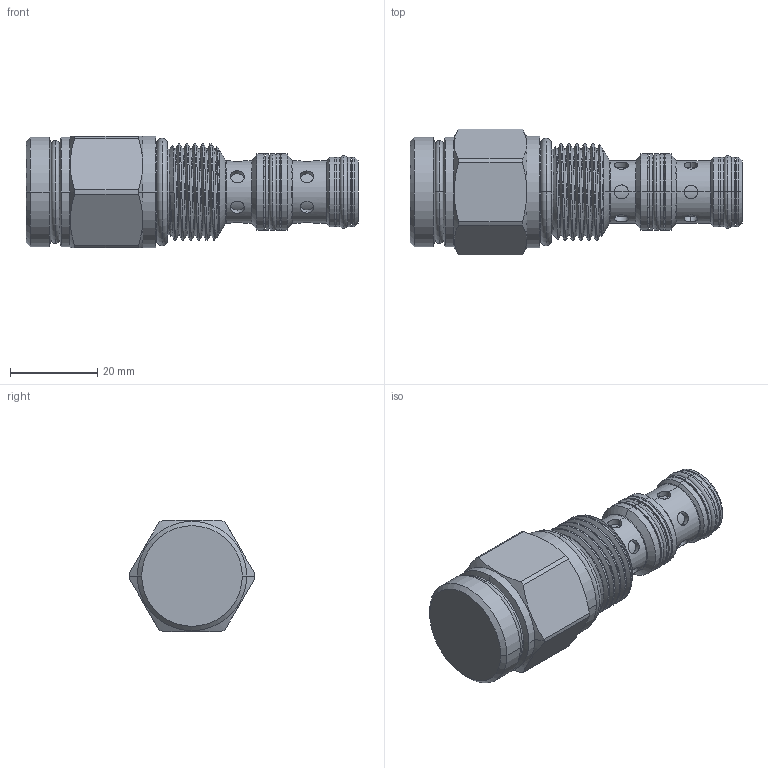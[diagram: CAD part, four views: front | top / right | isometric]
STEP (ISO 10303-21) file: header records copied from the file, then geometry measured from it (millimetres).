
FILE_DESCRIPTION (( 'STEP AP203' ), '1' );
FILE_NAME ('DD10W34(3D)-N.STEP', '2020-04-14T08:31:19', ( '' ), ( '' ), 'SwSTEP 2.0', 'SolidWorks 2018', '' );
FILE_SCHEMA (( 'CONFIG_CONTROL_DESIGN' ));
Length unit declared in the file: millimetre
Products named in the file (1): DD10W34(3D)-N
Bounding box: 75.9 x 28.8 x 25.4 mm (x, y, z)
Volume: 26457.2 mm3; surface area: 9083.5 mm2
Topology: 5 solids, 5 shells, 202 faces, 448 edges, 271 vertices
Faces by surface type: cylinder 96, torus 46, cone 34, plane 23, bspline 3
Entity records: 8654 total; most frequent: CARTESIAN_POINT 4192, DIRECTION 949, ORIENTED_EDGE 896, EDGE_CURVE 448, AXIS2_PLACEMENT_3D 415, VERTEX_POINT 271, EDGE_LOOP 225, CIRCLE 215
